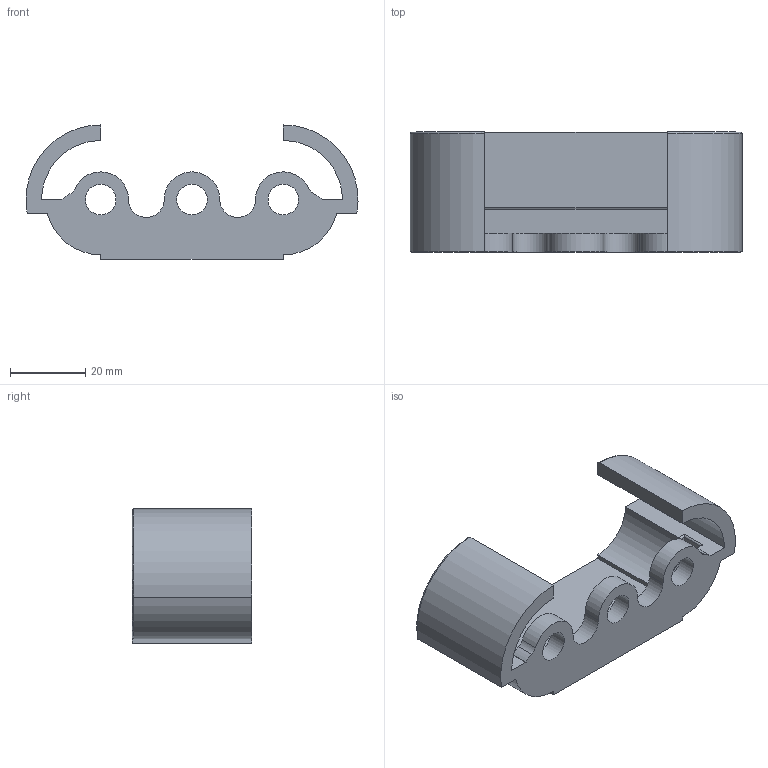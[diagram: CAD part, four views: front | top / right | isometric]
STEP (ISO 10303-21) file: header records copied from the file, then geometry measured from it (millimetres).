
FILE_DESCRIPTION(/* description */ (''),/* implementation_level */ '2;1');
FILE_NAME(/* name */ 'Real bottom.stp',/* time_stamp */ '2020-02-17T16:11:40-05:00',/* author */ ('Ball'),/* organization */ (''),/* preprocessor_version */ 'ST-DEVELOPER v18',/* originating_system */ 'Autodesk Inventor 2020',/* authorisation */ '');
FILE_SCHEMA (('AUTOMOTIVE_DESIGN { 1 0 10303 214 3 1 1 }'));
Length unit declared in the file: inch
Products named in the file (1): Real bottom
Bounding box: 88.38 x 31.93 x 35.71 mm (x, y, z)
Volume: 23845.6 mm3; surface area: 13735.7 mm2
Topology: 1 solids, 1 shells, 55 faces, 150 edges, 97 vertices
Faces by surface type: cylinder 31, plane 18, torus 6
Full cylindrical faces by diameter (mm): 8.128 x3
Entity records: 1898 total; most frequent: CARTESIAN_POINT 413, DIRECTION 313, ORIENTED_EDGE 300, EDGE_CURVE 150, AXIS2_PLACEMENT_3D 117, VERTEX_POINT 97, LINE 79, VECTOR 79
